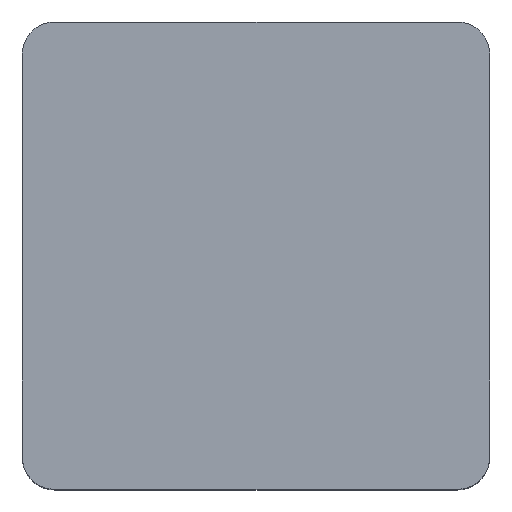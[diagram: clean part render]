
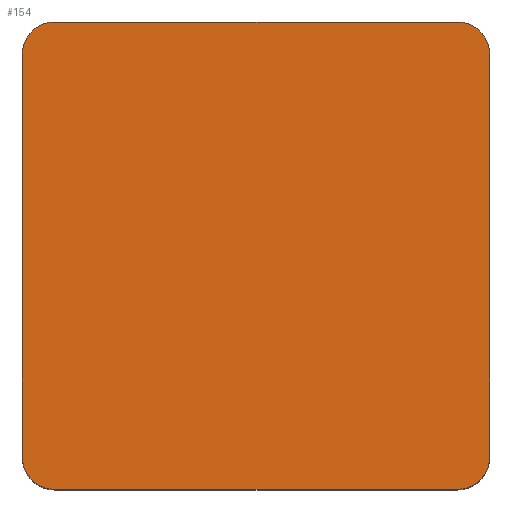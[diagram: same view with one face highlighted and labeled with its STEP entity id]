
A CAD part, top view. The second image highlights one B-rep face of the part: STEP entity #154.
In plain terms, the highlighted planar face has unit normal (0, 0, 1).
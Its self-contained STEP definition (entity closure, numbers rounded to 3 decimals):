
#13=DIRECTION('',(0.,0.,1.));
#28=VECTOR('',#29,1.);
#29=DIRECTION('',(1.,0.,0.));
#32=VERTEX_POINT('',#33);
#33=CARTESIAN_POINT('',(-0.57,8.89,7.72));
#37=EDGE_CURVE('',#32,#38,#40,.T.);
#38=VERTEX_POINT('',#39);
#39=CARTESIAN_POINT('',(8.19,8.89,7.72));
#40=LINE('',#41,#28);
#41=CARTESIAN_POINT('',(-1.27,8.89,7.72));
#47=DIRECTION('',(0.,1.,0.));
#58=DIRECTION('',(0.,0.,1.));
#59=DIRECTION('',(0.,-1.,0.));
#66=VECTOR('',#47,1.);
#74=DIRECTION('',(0.,0.,-1.));
#81=VECTOR('',#82,1.);
#82=DIRECTION('',(-1.,0.,0.));
#96=VECTOR('',#59,1.);
#127=VERTEX_POINT('',#128);
#128=CARTESIAN_POINT('',(-1.27,8.19,7.72));
#131=EDGE_CURVE('',#32,#127,#132,.T.);
#132=CIRCLE('',#133,0.7);
#133=AXIS2_PLACEMENT_3D('',#134,#58,#59);
#134=CARTESIAN_POINT('',(-0.57,8.19,7.72));
#144=VERTEX_POINT('',#145);
#145=CARTESIAN_POINT('',(8.89,8.19,7.72));
#147=ORIENTED_EDGE('',*,*,#148,.F.);
#148=EDGE_CURVE('',#38,#144,#149,.T.);
#149=CIRCLE('',#150,0.7);
#150=AXIS2_PLACEMENT_3D('',#151,#74,#59);
#151=CARTESIAN_POINT('',(8.19,8.19,7.72));
#154=ADVANCED_FACE('',(#155),#189,.T.);
#155=FACE_BOUND('',#156,.T.);
#156=EDGE_LOOP('',(#157,#158,#159,#165,#172,#178,#185,#147));
#157=ORIENTED_EDGE('',*,*,#37,.F.);
#158=ORIENTED_EDGE('',*,*,#131,.T.);
#159=ORIENTED_EDGE('',*,*,#160,.F.);
#160=EDGE_CURVE('',#161,#127,#163,.T.);
#161=VERTEX_POINT('',#162);
#162=CARTESIAN_POINT('',(-1.27,-0.57,7.72));
#163=LINE('',#164,#66);
#164=CARTESIAN_POINT('',(-1.27,-1.27,7.72));
#165=ORIENTED_EDGE('',*,*,#166,.F.);
#166=EDGE_CURVE('',#167,#161,#169,.T.);
#167=VERTEX_POINT('',#168);
#168=CARTESIAN_POINT('',(-0.57,-1.27,7.72));
#169=CIRCLE('',#170,0.7);
#170=AXIS2_PLACEMENT_3D('',#171,#74,#59);
#171=CARTESIAN_POINT('',(-0.57,-0.57,7.72));
#172=ORIENTED_EDGE('',*,*,#173,.F.);
#173=EDGE_CURVE('',#174,#167,#176,.T.);
#174=VERTEX_POINT('',#175);
#175=CARTESIAN_POINT('',(8.19,-1.27,7.72));
#176=LINE('',#177,#81);
#177=CARTESIAN_POINT('',(8.89,-1.27,7.72));
#178=ORIENTED_EDGE('',*,*,#179,.F.);
#179=EDGE_CURVE('',#180,#174,#182,.T.);
#180=VERTEX_POINT('',#181);
#181=CARTESIAN_POINT('',(8.89,-0.57,7.72));
#182=CIRCLE('',#183,0.7);
#183=AXIS2_PLACEMENT_3D('',#184,#74,#59);
#184=CARTESIAN_POINT('',(8.19,-0.57,7.72));
#185=ORIENTED_EDGE('',*,*,#186,.F.);
#186=EDGE_CURVE('',#144,#180,#187,.T.);
#187=LINE('',#188,#96);
#188=CARTESIAN_POINT('',(8.89,8.89,7.72));
#189=PLANE('',#190);
#190=AXIS2_PLACEMENT_3D('',#41,#13,#29);
